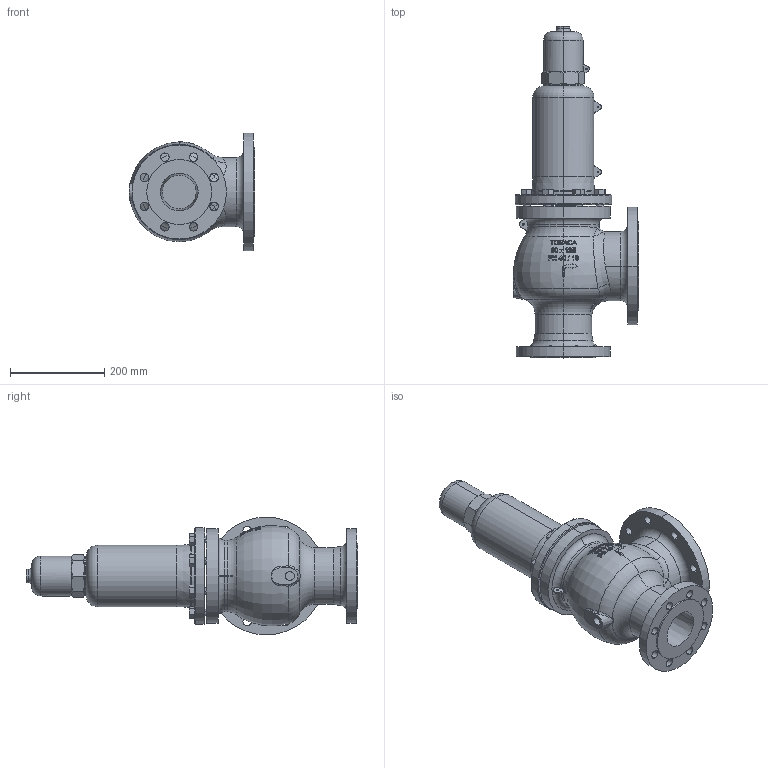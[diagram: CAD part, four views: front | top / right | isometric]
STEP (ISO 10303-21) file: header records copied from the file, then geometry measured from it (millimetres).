
FILE_DESCRIPTION (( 'STEP AP203' ), '1' );
FILE_NAME ('S1400 80x125 PN16.STEP', '2018-08-23T09:37:18', ( '' ), ( '' ), 'SwSTEP 2.0', 'SolidWorks 2018', '' );
FILE_SCHEMA (( 'CONFIG_CONTROL_DESIGN' ));
Length unit declared in the file: millimetre
Products named in the file (5): bonnet 1400 80x125; S1400 80x125 PN16; body 1400 80x125; Rosca S1400 40X65, 80X125; cap 1400 80x125
Assembly tree (11 placements, depth 2):
  S1400 80x125 PN16
    body 1400 80x125
    bonnet 1400 80x125
    Rosca S1400 40X65, 80X125  x8
    cap 1400 80x125
Bounding box: 266 x 705 x 250 mm (x, y, z)
Volume: 12176776.5 mm3; surface area: 695049.1 mm2
Topology: 11 solids, 11 shells, 669 faces, 1743 edges, 1134 vertices
Faces by surface type: plane 266, bspline 184, cylinder 133, torus 59, cone 27
Entity records: 30833 total; most frequent: CARTESIAN_POINT 16727, ORIENTED_EDGE 3142, DIRECTION 2246, EDGE_CURVE 1571, VERTEX_POINT 1022, AXIS2_PLACEMENT_3D 871, EDGE_LOOP 683, FACE_OUTER_BOUND 592
